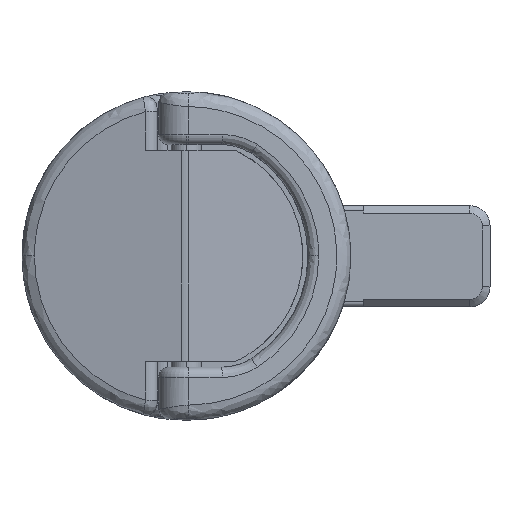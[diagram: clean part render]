
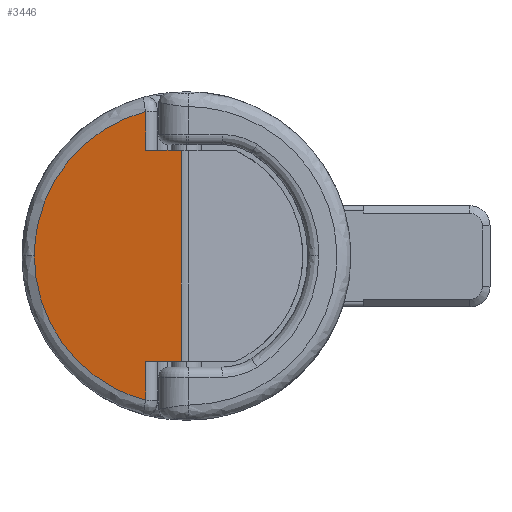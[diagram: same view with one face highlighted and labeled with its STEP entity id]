
A CAD part, top view. The second image highlights one B-rep face of the part: STEP entity #3446.
In plain terms, the highlighted face is planar.
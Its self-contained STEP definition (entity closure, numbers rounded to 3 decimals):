
#3446 = ADVANCED_FACE ( 'NONE', ( #13751 ), #16361, .F. ) ;
#4043 = VERTEX_POINT ( 'NONE', #17791 ) ;
#4044 = VERTEX_POINT ( 'NONE', #17792 ) ;
#4095 = VERTEX_POINT ( 'NONE', #17843 ) ;
#4096 = VERTEX_POINT ( 'NONE', #17844 ) ;
#4103 = VERTEX_POINT ( 'NONE', #17851 ) ;
#4104 = VERTEX_POINT ( 'NONE', #17852 ) ;
#4119 = VERTEX_POINT ( 'NONE', #17867 ) ;
#4441 = EDGE_LOOP ( 'NONE', ( #4985, #4987, #4986, #4988, #4990, #4991, #4989 ) ) ;
#4720 = EDGE_CURVE ( 'NONE', #4043, #4044, #20836, .T. ) ;
#4775 = EDGE_CURVE ( 'NONE', #4095, #4096, #18197, .T. ) ;
#4784 = EDGE_CURVE ( 'NONE', #4103, #4104, #18202, .T. ) ;
#4985 = ORIENTED_EDGE ( 'NONE', *, *, #5106, .T. ) ;
#4986 = ORIENTED_EDGE ( 'NONE', *, *, #4720, .T. ) ;
#4987 = ORIENTED_EDGE ( 'NONE', *, *, #5105, .T. ) ;
#4988 = ORIENTED_EDGE ( 'NONE', *, *, #5107, .T. ) ;
#4989 = ORIENTED_EDGE ( 'NONE', *, *, #4775, .F. ) ;
#4990 = ORIENTED_EDGE ( 'NONE', *, *, #4784, .F. ) ;
#4991 = ORIENTED_EDGE ( 'NONE', *, *, #5099, .T. ) ;
#5099 = EDGE_CURVE ( 'NONE', #4103, #4096, #18210, .T. ) ;
#5105 = EDGE_CURVE ( 'NONE', #4119, #4043, #20835, .T. ) ;
#5106 = EDGE_CURVE ( 'NONE', #4095, #4119, #18212, .T. ) ;
#5107 = EDGE_CURVE ( 'NONE', #4044, #4104, #18213, .T. ) ;
#13751 = FACE_OUTER_BOUND ( 'NONE', #4441, .T. ) ;
#15433 = AXIS2_PLACEMENT_3D ( 'NONE', #16362, #16363, #16364 ) ;
#16361 = PLANE ( 'NONE',  #15433 ) ;
#16362 = CARTESIAN_POINT ( 'NONE',  ( -32.5, 32.5, 5. ) ) ;
#16363 = DIRECTION ( 'NONE',  ( 0., -0.184, -0.983 ) ) ;
#16364 = DIRECTION ( 'NONE',  ( 0., 0.983, -0.184 ) ) ;
#17791 = CARTESIAN_POINT ( 'NONE',  ( 0., 30.053, 5.459 ) ) ;
#17792 = CARTESIAN_POINT ( 'NONE',  ( -28.522, 8.084, 9.58 ) ) ;
#17843 = CARTESIAN_POINT ( 'NONE',  ( 20.85, 8.084, 9.58 ) ) ;
#17844 = CARTESIAN_POINT ( 'NONE',  ( 20.85, 1.014, 10.906 ) ) ;
#17851 = CARTESIAN_POINT ( 'NONE',  ( -20.85, 1.014, 10.906 ) ) ;
#17852 = CARTESIAN_POINT ( 'NONE',  ( -20.85, 8.084, 9.58 ) ) ;
#17867 = CARTESIAN_POINT ( 'NONE',  ( 28.522, 8.084, 9.58 ) ) ;
#18197 = LINE ( 'NONE', #19086, #19278 ) ;
#18202 = LINE ( 'NONE', #19119, #19289 ) ;
#18210 = LINE ( 'NONE', #19465, #19315 ) ;
#18212 = LINE ( 'NONE', #19500, #19320 ) ;
#18213 = LINE ( 'NONE', #19502, #19322 ) ;
#18910 = CARTESIAN_POINT ( 'NONE',  ( 0., 30.053, 5.459 ) ) ;
#18911 = CARTESIAN_POINT ( 'NONE',  ( -13.93, 30.053, 5.459 ) ) ;
#18913 = CARTESIAN_POINT ( 'NONE',  ( -24.966, 21.553, 7.053 ) ) ;
#18914 = CARTESIAN_POINT ( 'NONE',  ( -28.522, 8.084, 9.58 ) ) ;
#19086 = CARTESIAN_POINT ( 'NONE',  ( 20.85, 32.5, 5. ) ) ;
#19087 = DIRECTION ( 'NONE',  ( 0., -0.983, 0.184 ) ) ;
#19119 = CARTESIAN_POINT ( 'NONE',  ( -20.85, 32.5, 5. ) ) ;
#19120 = DIRECTION ( 'NONE',  ( 0., 0.983, -0.184 ) ) ;
#19278 = VECTOR ( 'NONE', #19087, 1000. ) ;
#19289 = VECTOR ( 'NONE', #19120, 1000. ) ;
#19315 = VECTOR ( 'NONE', #19466, 1000. ) ;
#19320 = VECTOR ( 'NONE', #19501, 1000. ) ;
#19322 = VECTOR ( 'NONE', #19503, 1000. ) ;
#19465 = CARTESIAN_POINT ( 'NONE',  ( -32.5, 1.014, 10.906 ) ) ;
#19466 = DIRECTION ( 'NONE',  ( 1., 0., 0. ) ) ;
#19496 = CARTESIAN_POINT ( 'NONE',  ( 28.522, 8.084, 9.58 ) ) ;
#19497 = CARTESIAN_POINT ( 'NONE',  ( 24.966, 21.553, 7.053 ) ) ;
#19498 = CARTESIAN_POINT ( 'NONE',  ( 13.93, 30.053, 5.459 ) ) ;
#19499 = CARTESIAN_POINT ( 'NONE',  ( 0., 30.053, 5.459 ) ) ;
#19500 = CARTESIAN_POINT ( 'NONE',  ( 32.325, 8.084, 9.58 ) ) ;
#19501 = DIRECTION ( 'NONE',  ( 1., 0., 0. ) ) ;
#19502 = CARTESIAN_POINT ( 'NONE',  ( -32.5, 8.084, 9.58 ) ) ;
#19503 = DIRECTION ( 'NONE',  ( 1., 0., 0. ) ) ;
#20835 =( BOUNDED_CURVE ( )  B_SPLINE_CURVE ( 3, ( #19496, #19497, #19498, #19499 ),
 .UNSPECIFIED., .F., .T. ) 
 B_SPLINE_CURVE_WITH_KNOTS ( ( 4, 4 ),
 ( 4.971, 6.283 ),
 .UNSPECIFIED. ) 
 CURVE ( )  GEOMETRIC_REPRESENTATION_ITEM ( )  RATIONAL_B_SPLINE_CURVE ( ( 1., 0.861, 0.861, 1. ) ) 
 REPRESENTATION_ITEM ( '' )  );
#20836 =( BOUNDED_CURVE ( )  B_SPLINE_CURVE ( 3, ( #18910, #18911, #18913, #18914 ),
 .UNSPECIFIED., .F., .T. ) 
 B_SPLINE_CURVE_WITH_KNOTS ( ( 4, 4 ),
 ( 0., 1.313 ),
 .UNSPECIFIED. ) 
 CURVE ( )  GEOMETRIC_REPRESENTATION_ITEM ( )  RATIONAL_B_SPLINE_CURVE ( ( 1., 0.861, 0.861, 1. ) ) 
 REPRESENTATION_ITEM ( '' )  );
